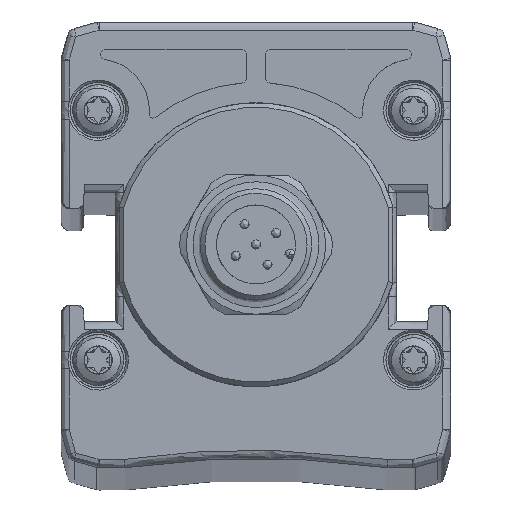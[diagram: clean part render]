
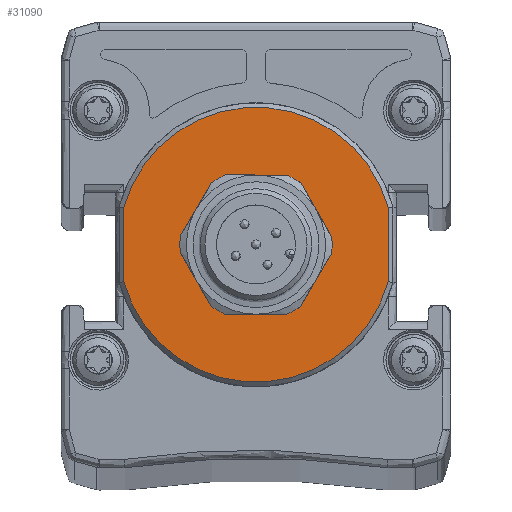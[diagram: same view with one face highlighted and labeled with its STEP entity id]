
A CAD part, top view. The second image highlights one B-rep face of the part: STEP entity #31090.
In plain terms, the highlighted planar face has unit normal (0, 0, 1).
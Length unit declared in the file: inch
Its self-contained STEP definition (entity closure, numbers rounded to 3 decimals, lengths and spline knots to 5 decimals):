
#17 = CARTESIAN_POINT ( 'NONE',  ( -0.3207, 0.03707, 54.37053 ) ) ;
#178 = FACE_BOUND ( 'NONE', #23494, .T. ) ;
#411 = CARTESIAN_POINT ( 'NONE',  ( 0., 0., 54.37053 ) ) ;
#884 = EDGE_CURVE ( 'NONE', #25246, #11395, #30686, .T. ) ;
#1184 = VERTEX_POINT ( 'NONE', #23139 ) ;
#1295 = AXIS2_PLACEMENT_3D ( 'NONE', #31728, #19185, #11967 ) ;
#1572 = EDGE_CURVE ( 'NONE', #24070, #10642, #12956, .T. ) ;
#1692 = EDGE_CURVE ( 'NONE', #21194, #11242, #19631, .T. ) ;
#1715 = ORIENTED_EDGE ( 'NONE', *, *, #14697, .T. ) ;
#1833 = ORIENTED_EDGE ( 'NONE', *, *, #884, .F. ) ;
#1943 = VECTOR ( 'NONE', #18841, 39.37008 ) ;
#3269 = ORIENTED_EDGE ( 'NONE', *, *, #21089, .F. ) ;
#3314 = VECTOR ( 'NONE', #11167, 39.37008 ) ;
#3696 = CARTESIAN_POINT ( 'NONE',  ( -0.56106, 0., 54.37053 ) ) ;
#3856 = DIRECTION ( 'NONE',  ( -0.493, 0.87, 0. ) ) ;
#3896 = EDGE_CURVE ( 'NONE', #19979, #18300, #10344, .T. ) ;
#4072 = VECTOR ( 'NONE', #5498, 39.37008 ) ;
#4674 = VECTOR ( 'NONE', #30917, 39.37008 ) ;
#4821 = CARTESIAN_POINT ( 'NONE',  ( -0.13278, -0.29427, 54.37053 ) ) ;
#4841 = CARTESIAN_POINT ( 'NONE',  ( 0., 0., 54.37053 ) ) ;
#5004 = DIRECTION ( 'NONE',  ( 0., 0., -1. ) ) ;
#5034 = CARTESIAN_POINT ( 'NONE',  ( -0.19245, -0.2592, 54.37053 ) ) ;
#5092 = EDGE_CURVE ( 'NONE', #23438, #21194, #22779, .T. ) ;
#5357 = CARTESIAN_POINT ( 'NONE',  ( 0.3207, -0.03707, 54.37053 ) ) ;
#5498 = DIRECTION ( 'NONE',  ( -1., 0.008, 0. ) ) ;
#5548 = ORIENTED_EDGE ( 'NONE', *, *, #5092, .T. ) ;
#5991 = CARTESIAN_POINT ( 'NONE',  ( 0.12825, -0.29627, 54.37053 ) ) ;
#6207 = DIRECTION ( 'NONE',  ( 0., 0., -1. ) ) ;
#6705 = EDGE_CURVE ( 'NONE', #18300, #10110, #10191, .T. ) ;
#7653 = FACE_OUTER_BOUND ( 'NONE', #22274, .T. ) ;
#8404 = LINE ( 'NONE', #5991, #4072 ) ;
#8768 = AXIS2_PLACEMENT_3D ( 'NONE', #22796, #25704, #25870 ) ;
#8794 = VERTEX_POINT ( 'NONE', #24947 ) ;
#9236 = DIRECTION ( 'NONE',  ( -1., 0., 0. ) ) ;
#9791 = DIRECTION ( 'NONE',  ( 0., -1., 0. ) ) ;
#9854 = CIRCLE ( 'NONE', #19615, 0.32283 ) ;
#10110 = VERTEX_POINT ( 'NONE', #27700 ) ;
#10191 = LINE ( 'NONE', #5357, #15954 ) ;
#10213 = ORIENTED_EDGE ( 'NONE', *, *, #6705, .T. ) ;
#10275 = ORIENTED_EDGE ( 'NONE', *, *, #15879, .T. ) ;
#10344 = CIRCLE ( 'NONE', #28351, 0.32283 ) ;
#10629 = DIRECTION ( 'NONE',  ( -0.493, 0.87, 0. ) ) ;
#10642 = VERTEX_POINT ( 'NONE', #5034 ) ;
#10666 = LINE ( 'NONE', #18056, #12575 ) ;
#10806 = CARTESIAN_POINT ( 'NONE',  ( 0.3207, -0.03707, 54.37053 ) ) ;
#10989 = LINE ( 'NONE', #3696, #1943 ) ;
#11024 = EDGE_CURVE ( 'NONE', #22455, #19979, #21589, .T. ) ;
#11167 = DIRECTION ( 'NONE',  ( 0.493, -0.87, 0. ) ) ;
#11203 = ORIENTED_EDGE ( 'NONE', *, *, #28283, .T. ) ;
#11217 = AXIS2_PLACEMENT_3D ( 'NONE', #30626, #16131, #3856 ) ;
#11242 = VERTEX_POINT ( 'NONE', #12398 ) ;
#11395 = VERTEX_POINT ( 'NONE', #13024 ) ;
#11918 = CARTESIAN_POINT ( 'NONE',  ( 0.56106, 0., 54.37053 ) ) ;
#11967 = DIRECTION ( 'NONE',  ( -1., 0., 0. ) ) ;
#12398 = CARTESIAN_POINT ( 'NONE',  ( -0.12825, 0.29627, 54.37053 ) ) ;
#12575 = VECTOR ( 'NONE', #20462, 39.37008 ) ;
#12673 = PLANE ( 'NONE',  #8768 ) ;
#12956 = CIRCLE ( 'NONE', #25814, 0.32283 ) ;
#12974 = ORIENTED_EDGE ( 'NONE', *, *, #13756, .T. ) ;
#13024 = CARTESIAN_POINT ( 'NONE',  ( 0.56106, 0.15737, 54.37053 ) ) ;
#13118 = CARTESIAN_POINT ( 'NONE',  ( -0.3207, 0.03707, 54.37053 ) ) ;
#13123 = ORIENTED_EDGE ( 'NONE', *, *, #14126, .T. ) ;
#13756 = EDGE_CURVE ( 'NONE', #23625, #19093, #19589, .T. ) ;
#14126 = EDGE_CURVE ( 'NONE', #29584, #23438, #9854, .T. ) ;
#14305 = CARTESIAN_POINT ( 'NONE',  ( -0.12825, 0.29627, 54.37053 ) ) ;
#14476 = AXIS2_PLACEMENT_3D ( 'NONE', #23892, #28236, #9236 ) ;
#14697 = EDGE_CURVE ( 'NONE', #10110, #1184, #27286, .T. ) ;
#15239 = ORIENTED_EDGE ( 'NONE', *, *, #1692, .T. ) ;
#15285 = DIRECTION ( 'NONE',  ( 0., 0., -1. ) ) ;
#15354 = DIRECTION ( 'NONE',  ( 0.507, 0.862, 0. ) ) ;
#15373 = ORIENTED_EDGE ( 'NONE', *, *, #25961, .T. ) ;
#15879 = EDGE_CURVE ( 'NONE', #11242, #8794, #28657, .T. ) ;
#15954 = VECTOR ( 'NONE', #22289, 39.37008 ) ;
#16131 = DIRECTION ( 'NONE',  ( 0., 0., -1. ) ) ;
#17665 = CARTESIAN_POINT ( 'NONE',  ( -0.18845, 0.26212, 54.37053 ) ) ;
#17925 = ORIENTED_EDGE ( 'NONE', *, *, #27605, .F. ) ;
#18056 = CARTESIAN_POINT ( 'NONE',  ( -0.19245, -0.2592, 54.37053 ) ) ;
#18300 = VERTEX_POINT ( 'NONE', #10806 ) ;
#18841 = DIRECTION ( 'NONE',  ( 0., 1., 0. ) ) ;
#19093 = VERTEX_POINT ( 'NONE', #20736 ) ;
#19185 = DIRECTION ( 'NONE',  ( 0., 0., -1. ) ) ;
#19504 = DIRECTION ( 'NONE',  ( -0.493, 0.87, 0. ) ) ;
#19570 = ORIENTED_EDGE ( 'NONE', *, *, #21734, .T. ) ;
#19589 = CIRCLE ( 'NONE', #14476, 0.58271 ) ;
#19615 = AXIS2_PLACEMENT_3D ( 'NONE', #25111, #30268, #22378 ) ;
#19631 = CIRCLE ( 'NONE', #26305, 0.32283 ) ;
#19725 = ORIENTED_EDGE ( 'NONE', *, *, #3896, .T. ) ;
#19979 = VERTEX_POINT ( 'NONE', #27886 ) ;
#20290 = DIRECTION ( 'NONE',  ( -0.493, 0.87, 0. ) ) ;
#20462 = DIRECTION ( 'NONE',  ( -0.493, 0.87, 0. ) ) ;
#20581 = DIRECTION ( 'NONE',  ( 0., 0., -1. ) ) ;
#20736 = CARTESIAN_POINT ( 'NONE',  ( 0.56106, -0.15737, 54.37053 ) ) ;
#20909 = CARTESIAN_POINT ( 'NONE',  ( -0.56106, -0.15737, 54.37053 ) ) ;
#20945 = CIRCLE ( 'NONE', #11217, 0.32283 ) ;
#21089 = EDGE_CURVE ( 'NONE', #11395, #19093, #31835, .T. ) ;
#21194 = VERTEX_POINT ( 'NONE', #17665 ) ;
#21302 = CARTESIAN_POINT ( 'NONE',  ( 0.19245, 0.2592, 54.37053 ) ) ;
#21374 = CARTESIAN_POINT ( 'NONE',  ( -0.56106, 0.15737, 54.37053 ) ) ;
#21425 = CARTESIAN_POINT ( 'NONE',  ( 0.19245, 0.2592, 54.37053 ) ) ;
#21589 = LINE ( 'NONE', #21425, #3314 ) ;
#21734 = EDGE_CURVE ( 'NONE', #10642, #29584, #10666, .T. ) ;
#22274 = EDGE_LOOP ( 'NONE', ( #1833, #17925, #12974, #3269 ) ) ;
#22289 = DIRECTION ( 'NONE',  ( -0.507, -0.862, 0. ) ) ;
#22378 = DIRECTION ( 'NONE',  ( -0.493, 0.87, 0. ) ) ;
#22455 = VERTEX_POINT ( 'NONE', #21302 ) ;
#22669 = AXIS2_PLACEMENT_3D ( 'NONE', #411, #20581, #10629 ) ;
#22779 = LINE ( 'NONE', #13118, #26860 ) ;
#22796 = CARTESIAN_POINT ( 'NONE',  ( 0., 0., 54.37053 ) ) ;
#23139 = CARTESIAN_POINT ( 'NONE',  ( 0.12825, -0.29627, 54.37053 ) ) ;
#23311 = VECTOR ( 'NONE', #9791, 39.37008 ) ;
#23438 = VERTEX_POINT ( 'NONE', #17 ) ;
#23494 = EDGE_LOOP ( 'NONE', ( #5548, #15239, #10275, #15373, #29279, #19725, #10213, #1715, #11203, #25543, #19570, #13123 ) ) ;
#23625 = VERTEX_POINT ( 'NONE', #20909 ) ;
#23892 = CARTESIAN_POINT ( 'NONE',  ( 0., 0., 54.37053 ) ) ;
#24025 = DIRECTION ( 'NONE',  ( -0.493, 0.87, 0. ) ) ;
#24070 = VERTEX_POINT ( 'NONE', #4821 ) ;
#24947 = CARTESIAN_POINT ( 'NONE',  ( 0.13278, 0.29427, 54.37053 ) ) ;
#25111 = CARTESIAN_POINT ( 'NONE',  ( 0., 0., 54.37053 ) ) ;
#25246 = VERTEX_POINT ( 'NONE', #21374 ) ;
#25543 = ORIENTED_EDGE ( 'NONE', *, *, #1572, .T. ) ;
#25704 = DIRECTION ( 'NONE',  ( 0., 0., 1. ) ) ;
#25814 = AXIS2_PLACEMENT_3D ( 'NONE', #4841, #6207, #24025 ) ;
#25870 = DIRECTION ( 'NONE',  ( 1., 0., 0. ) ) ;
#25961 = EDGE_CURVE ( 'NONE', #8794, #22455, #20945, .T. ) ;
#26305 = AXIS2_PLACEMENT_3D ( 'NONE', #31887, #15285, #20290 ) ;
#26860 = VECTOR ( 'NONE', #15354, 39.37008 ) ;
#27286 = CIRCLE ( 'NONE', #22669, 0.32283 ) ;
#27605 = EDGE_CURVE ( 'NONE', #23625, #25246, #10989, .T. ) ;
#27700 = CARTESIAN_POINT ( 'NONE',  ( 0.18845, -0.26212, 54.37053 ) ) ;
#27886 = CARTESIAN_POINT ( 'NONE',  ( 0.32123, 0.03214, 54.37053 ) ) ;
#28236 = DIRECTION ( 'NONE',  ( 0., 0., 1. ) ) ;
#28283 = EDGE_CURVE ( 'NONE', #1184, #24070, #8404, .T. ) ;
#28351 = AXIS2_PLACEMENT_3D ( 'NONE', #29495, #5004, #19504 ) ;
#28657 = LINE ( 'NONE', #14305, #4674 ) ;
#29279 = ORIENTED_EDGE ( 'NONE', *, *, #11024, .T. ) ;
#29326 = CARTESIAN_POINT ( 'NONE',  ( -0.32123, -0.03214, 54.37053 ) ) ;
#29495 = CARTESIAN_POINT ( 'NONE',  ( 0., 0., 54.37053 ) ) ;
#29584 = VERTEX_POINT ( 'NONE', #29326 ) ;
#30268 = DIRECTION ( 'NONE',  ( 0., 0., -1. ) ) ;
#30626 = CARTESIAN_POINT ( 'NONE',  ( 0., 0., 54.37053 ) ) ;
#30686 = CIRCLE ( 'NONE', #1295, 0.58271 ) ;
#30917 = DIRECTION ( 'NONE',  ( 1., -0.008, 0. ) ) ;
#31090 = ADVANCED_FACE ( 'NONE', ( #7653, #178 ), #12673, .T. ) ;
#31728 = CARTESIAN_POINT ( 'NONE',  ( 0., 0., 54.37053 ) ) ;
#31835 = LINE ( 'NONE', #11918, #23311 ) ;
#31887 = CARTESIAN_POINT ( 'NONE',  ( 0., 0., 54.37053 ) ) ;
